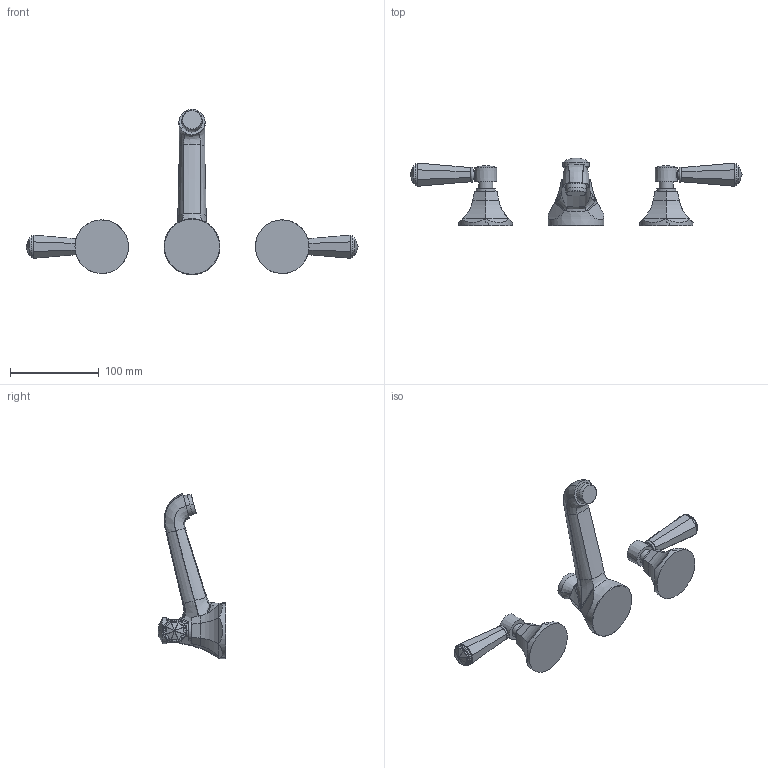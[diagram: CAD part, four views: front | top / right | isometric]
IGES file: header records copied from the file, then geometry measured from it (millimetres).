
Start section:  PTC IGES file: 1230.igs
Global section: file name: 1230.igs; native system: Creo Parametric by PTC Inc.; preprocessor: 2018400; author: jinson.thomas; organization: Unknown; date: 20201126.135814; units: inch
Bounding box: 373.79 x 76.33 x 186.2 mm (x, y, z)
Volume: 373303.6 mm3; surface area: 60769.6 mm2
Topology: 3 solids, 5 shells, 367 faces, 861 edges, 493 vertices
Faces by surface type: bspline 200, revolution 167
